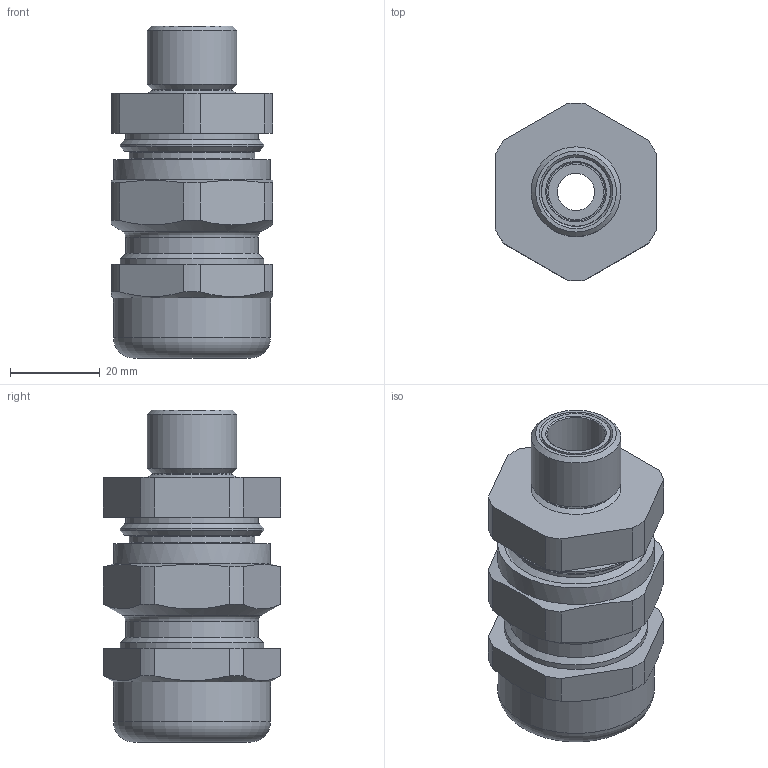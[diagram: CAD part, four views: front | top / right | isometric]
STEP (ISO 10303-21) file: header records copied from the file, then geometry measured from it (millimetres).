
FILE_DESCRIPTION (( 'STEP AP203' ), '1' );
FILE_NAME ('TMCX050NB1AA5.STEP', '2017-07-11T09:05:00', ( '' ), ( '' ), 'SwSTEP 2.0', 'SolidWorks 2017', '' );
FILE_SCHEMA (( 'CONFIG_CONTROL_DESIGN' ));
Length unit declared in the file: millimetre
Products named in the file (1): TMCX050NB1AA5
Bounding box: 36 x 39.58 x 74 mm (x, y, z)
Volume: 39940.8 mm3; surface area: 29607.3 mm2
Topology: 8 solids, 9 shells, 329 faces, 811 edges, 528 vertices
Faces by surface type: plane 133, bspline 95, cylinder 59, cone 31, torus 11
Full cylindrical faces by diameter (mm): 8.3 x1, 12.4 x1, 13 x1, 15.35 x1, 15.45 x1, 17 x1, 17.718 x1, 18.9 x1, 19.2 x1, 20 x1, 20.1 x2, 20.2 x1, 21.7 x1, 22.05 x1, 22.1 x1, 27.9 x1, 29 x1, 29.6 x2, 29.7 x1, 30 x2, 32 x3, 32.2 x1, 35 x2
Entity records: 15269 total; most frequent: CARTESIAN_POINT 8329, ORIENTED_EDGE 1450, DIRECTION 1136, EDGE_CURVE 725, VERTEX_POINT 513, EDGE_LOOP 442, AXIS2_PLACEMENT_3D 384, LINE 368
